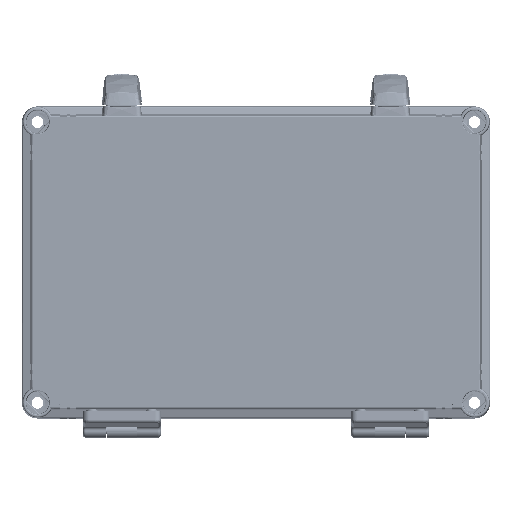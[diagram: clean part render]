
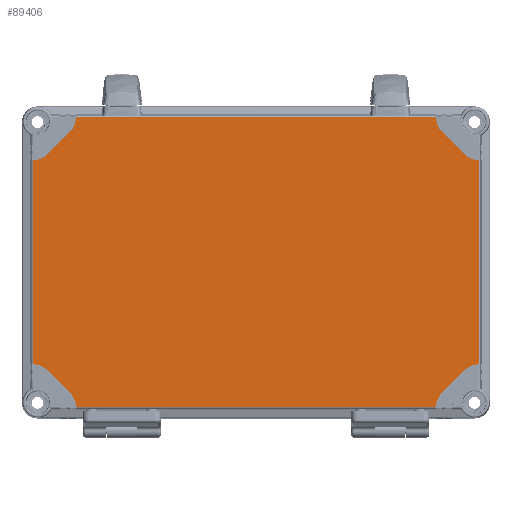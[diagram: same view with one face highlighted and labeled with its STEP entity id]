
A CAD part, top view. The second image highlights one B-rep face of the part: STEP entity #89406.
In plain terms, the highlighted planar face has unit normal (0, 0, 1).
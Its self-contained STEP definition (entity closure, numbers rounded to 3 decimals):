
#75115=CARTESIAN_POINT('',(-129.346,-93.3,30.));
#75116=DIRECTION('',(0.,0.,1.));
#75117=DIRECTION('',(0.999,0.032,0.));
#75118=AXIS2_PLACEMENT_3D('',#75115,#75116,#75117);
#75123=DIRECTION('',(-0.707,0.707,0.));
#75124=VECTOR('',#75123,19.734);
#75125=CARTESIAN_POINT('',(-119.447,-83.401,30.));
#75126=LINE('',#75125,#75124);
#75130=CARTESIAN_POINT('',(-143.3,-79.346,30.));
#75131=DIRECTION('',(0.,0.,1.));
#75132=DIRECTION('',(0.707,0.707,0.));
#75133=AXIS2_PLACEMENT_3D('',#75130,#75131,#75132);
#75138=CARTESIAN_POINT('',(-143.3,79.346,30.));
#75139=DIRECTION('',(0.,0.,1.));
#75140=DIRECTION('',(0.032,-0.999,0.));
#75141=AXIS2_PLACEMENT_3D('',#75138,#75139,#75140);
#75146=DIRECTION('',(0.707,0.707,0.));
#75147=VECTOR('',#75146,19.734);
#75148=CARTESIAN_POINT('',(-133.401,69.447,30.));
#75149=LINE('',#75148,#75147);
#75153=CARTESIAN_POINT('',(-129.346,93.3,30.));
#75154=DIRECTION('',(0.,0.,1.));
#75155=DIRECTION('',(0.707,-0.707,0.));
#75156=AXIS2_PLACEMENT_3D('',#75153,#75154,#75155);
#75161=DIRECTION('',(1.,0.,0.));
#75162=VECTOR('',#75161,230.707);
#75163=CARTESIAN_POINT('',(-115.353,92.851,30.));
#75164=LINE('',#75163,#75162);
#75168=CARTESIAN_POINT('',(129.346,93.3,30.));
#75169=DIRECTION('',(0.,0.,1.));
#75170=DIRECTION('',(-0.999,-0.032,0.));
#75171=AXIS2_PLACEMENT_3D('',#75168,#75169,#75170);
#75176=DIRECTION('',(0.707,-0.707,0.));
#75177=VECTOR('',#75176,19.734);
#75178=CARTESIAN_POINT('',(119.447,83.401,30.));
#75179=LINE('',#75178,#75177);
#75183=CARTESIAN_POINT('',(143.3,79.346,30.));
#75184=DIRECTION('',(0.,0.,1.));
#75185=DIRECTION('',(-0.707,-0.707,0.));
#75186=AXIS2_PLACEMENT_3D('',#75183,#75184,#75185);
#75191=CARTESIAN_POINT('',(143.3,-79.346,30.));
#75192=DIRECTION('',(0.,0.,1.));
#75193=DIRECTION('',(-0.032,0.999,0.));
#75194=AXIS2_PLACEMENT_3D('',#75191,#75192,#75193);
#75199=DIRECTION('',(-0.707,-0.707,0.));
#75200=VECTOR('',#75199,19.734);
#75201=CARTESIAN_POINT('',(133.401,-69.447,30.));
#75202=LINE('',#75201,#75200);
#75206=CARTESIAN_POINT('',(129.346,-93.3,30.));
#75207=DIRECTION('',(0.,0.,1.));
#75208=DIRECTION('',(-0.707,0.707,0.));
#75209=AXIS2_PLACEMENT_3D('',#75206,#75207,#75208);
#78630=DIRECTION('',(1.,0.,0.));
#78631=VECTOR('',#78630,230.707);
#78632=CARTESIAN_POINT('',(-115.353,-92.851,30.));
#78633=LINE('',#78632,#78631);
#78637=CARTESIAN_POINT('',(115.353,-92.851,30.));
#78668=CARTESIAN_POINT('',(-115.353,-92.851,30.));
#78694=DIRECTION('',(0.,1.,0.));
#78695=VECTOR('',#78694,130.707);
#78696=CARTESIAN_POINT('',(142.851,-65.353,30.));
#78697=LINE('',#78696,#78695);
#78765=CARTESIAN_POINT('',(-115.353,92.851,30.));
#78803=CARTESIAN_POINT('',(115.353,92.851,30.));
#78829=DIRECTION('',(0.,-1.,0.));
#78830=VECTOR('',#78829,130.707);
#78831=CARTESIAN_POINT('',(-142.851,65.353,30.));
#78832=LINE('',#78831,#78830);
#85784=CARTESIAN_POINT('',(119.447,83.401,30.));
#85785=CARTESIAN_POINT('',(133.401,69.447,30.));
#85786=VERTEX_POINT('',#85784);
#85787=VERTEX_POINT('',#85785);
#85804=CARTESIAN_POINT('',(-133.401,69.447,30.));
#85805=CARTESIAN_POINT('',(-119.447,83.401,30.));
#85806=VERTEX_POINT('',#85804);
#85807=VERTEX_POINT('',#85805);
#85820=CARTESIAN_POINT('',(133.401,-69.447,30.));
#85821=CARTESIAN_POINT('',(119.447,-83.401,30.));
#85822=VERTEX_POINT('',#85820);
#85823=VERTEX_POINT('',#85821);
#85832=CARTESIAN_POINT('',(-119.447,-83.401,30.));
#85833=CARTESIAN_POINT('',(-133.401,-69.447,30.));
#85834=VERTEX_POINT('',#85832);
#85835=VERTEX_POINT('',#85833);
#86142=VERTEX_POINT('',#78803);
#86154=CARTESIAN_POINT('',(142.851,-65.353,30.));
#86155=CARTESIAN_POINT('',(142.851,65.353,30.));
#86156=VERTEX_POINT('',#86154);
#86157=VERTEX_POINT('',#86155);
#86165=VERTEX_POINT('',#78765);
#86210=CARTESIAN_POINT('',(-142.851,65.353,30.));
#86211=CARTESIAN_POINT('',(-142.851,-65.353,30.));
#86212=VERTEX_POINT('',#86210);
#86213=VERTEX_POINT('',#86211);
#86266=VERTEX_POINT('',#78668);
#86267=VERTEX_POINT('',#78637);
#89367=CARTESIAN_POINT('',(0.,0.,30.));
#89368=DIRECTION('',(0.,0.,1.));
#89369=DIRECTION('',(1.,0.,0.));
#89370=AXIS2_PLACEMENT_3D('',#89367,#89368,#89369);
#89371=PLANE('',#89370);
#89373=ORIENTED_EDGE('',*,*,#89372,.F.);
#89375=ORIENTED_EDGE('',*,*,#89374,.T.);
#89377=ORIENTED_EDGE('',*,*,#89376,.T.);
#89379=ORIENTED_EDGE('',*,*,#89378,.T.);
#89381=ORIENTED_EDGE('',*,*,#89380,.F.);
#89383=ORIENTED_EDGE('',*,*,#89382,.T.);
#89385=ORIENTED_EDGE('',*,*,#89384,.T.);
#89387=ORIENTED_EDGE('',*,*,#89386,.T.);
#89389=ORIENTED_EDGE('',*,*,#89388,.T.);
#89391=ORIENTED_EDGE('',*,*,#89390,.T.);
#89393=ORIENTED_EDGE('',*,*,#89392,.T.);
#89395=ORIENTED_EDGE('',*,*,#89394,.T.);
#89397=ORIENTED_EDGE('',*,*,#89396,.F.);
#89399=ORIENTED_EDGE('',*,*,#89398,.T.);
#89401=ORIENTED_EDGE('',*,*,#89400,.T.);
#89403=ORIENTED_EDGE('',*,*,#89402,.T.);
#89404=EDGE_LOOP('',(#89373,#89375,#89377,#89379,#89381,#89383,#89385,#89387,
#89389,#89391,#89393,#89395,#89397,#89399,#89401,#89403));
#89405=FACE_OUTER_BOUND('',#89404,.F.);
#89406=ADVANCED_FACE('',(#89405),#89371,.T.);
#75119=CIRCLE('',#75118,14.);
#75134=CIRCLE('',#75133,14.);
#75142=CIRCLE('',#75141,14.);
#75157=CIRCLE('',#75156,14.);
#75172=CIRCLE('',#75171,14.);
#75187=CIRCLE('',#75186,14.);
#75195=CIRCLE('',#75194,14.);
#75210=CIRCLE('',#75209,14.);
#89372=EDGE_CURVE('',#86266,#86267,#78633,.T.);
#89374=EDGE_CURVE('',#86266,#85834,#75119,.T.);
#89376=EDGE_CURVE('',#85834,#85835,#75126,.T.);
#89378=EDGE_CURVE('',#85835,#86213,#75134,.T.);
#89380=EDGE_CURVE('',#86212,#86213,#78832,.T.);
#89382=EDGE_CURVE('',#86212,#85806,#75142,.T.);
#89384=EDGE_CURVE('',#85806,#85807,#75149,.T.);
#89386=EDGE_CURVE('',#85807,#86165,#75157,.T.);
#89388=EDGE_CURVE('',#86165,#86142,#75164,.T.);
#89390=EDGE_CURVE('',#86142,#85786,#75172,.T.);
#89392=EDGE_CURVE('',#85786,#85787,#75179,.T.);
#89394=EDGE_CURVE('',#85787,#86157,#75187,.T.);
#89396=EDGE_CURVE('',#86156,#86157,#78697,.T.);
#89398=EDGE_CURVE('',#86156,#85822,#75195,.T.);
#89400=EDGE_CURVE('',#85822,#85823,#75202,.T.);
#89402=EDGE_CURVE('',#85823,#86267,#75210,.T.);
